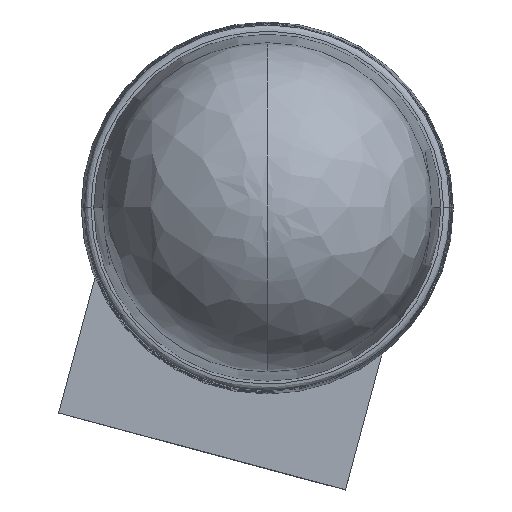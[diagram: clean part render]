
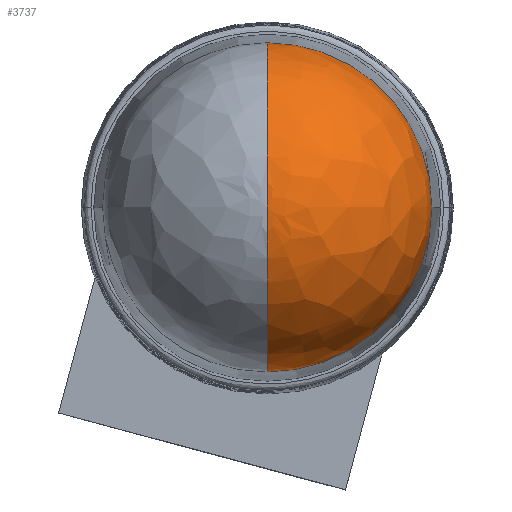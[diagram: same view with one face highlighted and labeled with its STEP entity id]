
A CAD part, top view. The second image highlights one B-rep face of the part: STEP entity #3737.
In plain terms, the highlighted free-form (B-spline) face has degree [3, 3] with [4, 4] control points.
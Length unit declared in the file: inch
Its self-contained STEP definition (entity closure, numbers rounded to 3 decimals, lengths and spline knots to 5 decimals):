
#1122 = CARTESIAN_POINT ( 'NONE',  ( 0., 0., 2.38791 ) ) ;
#1764 = CARTESIAN_POINT ( 'NONE',  ( 0., 0., 2.38791 ) ) ;
#1847 = CARTESIAN_POINT ( 'NONE',  ( 0., 0., 3.39185 ) ) ;
#2453 = CARTESIAN_POINT ( 'NONE',  ( 1.00392, 0., 2.38144 ) ) ;
#2830 = ORIENTED_EDGE ( 'NONE', *, *, #28878, .T. ) ;
#3036 = EDGE_CURVE ( 'NONE', #24685, #17809, #25540, .T. ) ;
#3242 = VERTEX_POINT ( 'NONE', #2453 ) ;
#3430 = DIRECTION ( 'NONE',  ( 0., 0., -1. ) ) ;
#3737 = ADVANCED_FACE ( 'NONE', ( #19444 ), #19456, .T. ) ;
#3948 = EDGE_CURVE ( 'NONE', #13841, #3242, #29039, .T. ) ;
#4048 = CARTESIAN_POINT ( 'NONE',  ( 2.00783, -1.00392, 2.38144 ) ) ;
#4065 = DIRECTION ( 'NONE',  ( 0., 0., -1. ) ) ;
#4154 = CARTESIAN_POINT ( 'NONE',  ( 0., 0., 3.39185 ) ) ;
#4464 = DIRECTION ( 'NONE',  ( 0., 0., -1. ) ) ;
#4481 = DIRECTION ( 'NONE',  ( 0., 0., -1. ) ) ;
#6362 = CARTESIAN_POINT ( 'NONE',  ( 0., 1.00772, 2.97253 ) ) ;
#7441 = CIRCLE ( 'NONE', #23938, 1.00394 ) ;
#7798 = AXIS2_PLACEMENT_3D ( 'NONE', #1122, #17054, #3430 ) ;
#8622 = CARTESIAN_POINT ( 'NONE',  ( 2.01545, -1.00772, 2.97253 ) ) ;
#9939 = AXIS2_PLACEMENT_3D ( 'NONE', #18132, #4481, #20415 ) ;
#10926 = CARTESIAN_POINT ( 'NONE',  ( 0., 0.5911, 3.39185 ) ) ;
#13189 = CARTESIAN_POINT ( 'NONE',  ( 1.1822, -0.5911, 3.39185 ) ) ;
#13841 = VERTEX_POINT ( 'NONE', #26752 ) ;
#14957 = CARTESIAN_POINT ( 'NONE',  ( 0., 0., 3.39185 ) ) ;
#15051 = ORIENTED_EDGE ( 'NONE', *, *, #25738, .F. ) ;
#15273 = CARTESIAN_POINT ( 'NONE',  ( 0., 1.00392, 2.38144 ) ) ;
#15491 = CARTESIAN_POINT ( 'NONE',  ( 0., 0., 3.39185 ) ) ;
#16808 = ORIENTED_EDGE ( 'NONE', *, *, #3036, .F. ) ;
#17054 = DIRECTION ( 'NONE',  ( -1., 0., 0. ) ) ;
#17697 = CARTESIAN_POINT ( 'NONE',  ( 2.00783, 1.00392, 2.38144 ) ) ;
#17713 = DIRECTION ( 'NONE',  ( 1., 0., 0. ) ) ;
#17796 = CARTESIAN_POINT ( 'NONE',  ( 0., 0., 3.39185 ) ) ;
#17809 = VERTEX_POINT ( 'NONE', #14957 ) ;
#18114 = CARTESIAN_POINT ( 'NONE',  ( 0., 0., 2.38144 ) ) ;
#18132 = CARTESIAN_POINT ( 'NONE',  ( 0., 0., 2.38144 ) ) ;
#19444 = FACE_OUTER_BOUND ( 'NONE', #22842, .T. ) ;
#19456 =( BOUNDED_SURFACE ( )  B_SPLINE_SURFACE ( 3, 3, ( 
 ( #15273, #17697, #4048, #19975 ),
 ( #6362, #22283, #8622, #24567 ),
 ( #10926, #26861, #13189, #29149 ),
 ( #15491, #1847, #17796, #4154 ) ),
 .UNSPECIFIED., .F., .F., .F. ) 
 B_SPLINE_SURFACE_WITH_KNOTS ( ( 4, 4 ),
 ( 4, 4 ),
 ( 0., 1. ),
 ( 0., 1. ),
 .UNSPECIFIED. ) 
 GEOMETRIC_REPRESENTATION_ITEM ( )  RATIONAL_B_SPLINE_SURFACE ( (
 ( 1., 0.333, 0.333, 1.),
 ( 0.803, 0.268, 0.268, 0.803),
 ( 0.803, 0.268, 0.268, 0.803),
 ( 1., 0.333, 0.333, 1.) ) ) 
 REPRESENTATION_ITEM ( '' )  SURFACE ( )  );
#19975 = CARTESIAN_POINT ( 'NONE',  ( 0., -1.00392, 2.38144 ) ) ;
#20388 = DIRECTION ( 'NONE',  ( 0., -1., 0. ) ) ;
#20390 = ORIENTED_EDGE ( 'NONE', *, *, #3948, .F. ) ;
#20415 = DIRECTION ( 'NONE',  ( 0., -1., 0. ) ) ;
#20922 = CIRCLE ( 'NONE', #9939, 1.00392 ) ;
#22283 = CARTESIAN_POINT ( 'NONE',  ( 2.01545, 1.00772, 2.97253 ) ) ;
#22842 = EDGE_LOOP ( 'NONE', ( #20390, #2830, #16808, #15051 ) ) ;
#23938 = AXIS2_PLACEMENT_3D ( 'NONE', #1764, #17713, #4065 ) ;
#24041 = AXIS2_PLACEMENT_3D ( 'NONE', #18114, #4464, #20388 ) ;
#24567 = CARTESIAN_POINT ( 'NONE',  ( 0., -1.00772, 2.97253 ) ) ;
#24685 = VERTEX_POINT ( 'NONE', #28000 ) ;
#25540 = CIRCLE ( 'NONE', #7798, 1.00394 ) ;
#25738 = EDGE_CURVE ( 'NONE', #3242, #24685, #20922, .T. ) ;
#26752 = CARTESIAN_POINT ( 'NONE',  ( 0., 1.00392, 2.38144 ) ) ;
#26861 = CARTESIAN_POINT ( 'NONE',  ( 1.1822, 0.5911, 3.39185 ) ) ;
#28000 = CARTESIAN_POINT ( 'NONE',  ( 0., -1.00392, 2.38144 ) ) ;
#28878 = EDGE_CURVE ( 'NONE', #13841, #17809, #7441, .T. ) ;
#29039 = CIRCLE ( 'NONE', #24041, 1.00392 ) ;
#29149 = CARTESIAN_POINT ( 'NONE',  ( 0., -0.5911, 3.39185 ) ) ;
